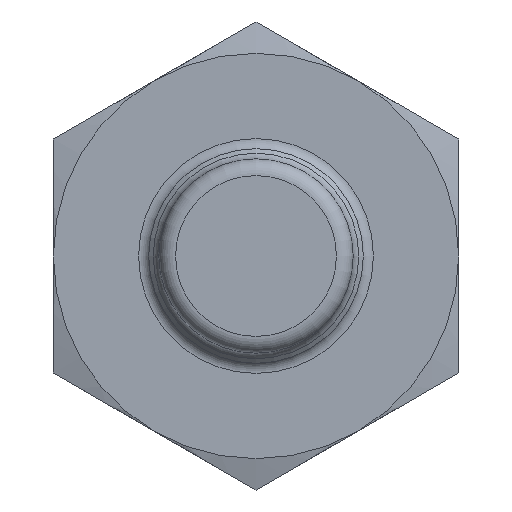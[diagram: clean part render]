
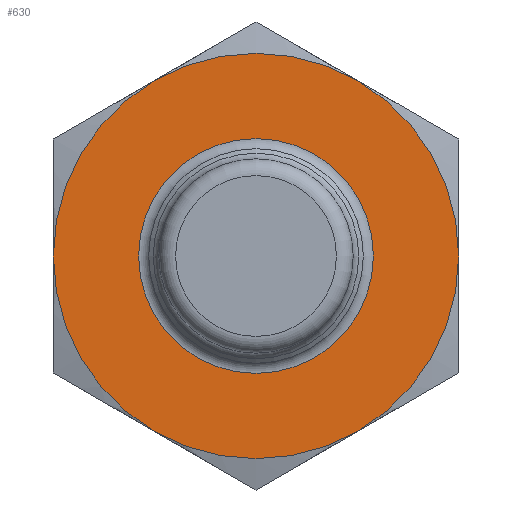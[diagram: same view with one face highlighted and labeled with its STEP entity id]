
A CAD part, left-side view. The second image highlights one B-rep face of the part: STEP entity #630.
In plain terms, the highlighted planar face has unit normal (-1, 0, 0).
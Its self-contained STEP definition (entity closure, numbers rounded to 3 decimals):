
#75=CARTESIAN_POINT('',(14.15,4.25,-7.361));
#76=VERTEX_POINT('',#75);
#90=CARTESIAN_POINT('',(14.15,8.5,0.0));
#91=VERTEX_POINT('',#90);
#92=CARTESIAN_POINT('',(14.15,0.0,0.0));
#93=DIRECTION('',(1.0,0.0,0.0));
#94=DIRECTION('',(0.0,1.0,0.0));
#95=AXIS2_PLACEMENT_3D('',#92,#93,#94);
#96=CIRCLE('',#95,8.5);
#97=EDGE_CURVE('',#76,#91,#96,.T.);
#332=CARTESIAN_POINT('',(14.15,-4.25,-7.361));
#333=VERTEX_POINT('',#332);
#347=CARTESIAN_POINT('',(14.15,0.0,0.0));
#348=DIRECTION('',(1.0,0.0,0.0));
#349=DIRECTION('',(0.0,1.0,0.0));
#350=AXIS2_PLACEMENT_3D('',#347,#348,#349);
#351=CIRCLE('',#350,8.5);
#352=EDGE_CURVE('',#333,#76,#351,.T.);
#377=CARTESIAN_POINT('',(14.15,-8.5,0.));
#378=VERTEX_POINT('',#377);
#392=CARTESIAN_POINT('',(14.15,0.0,0.0));
#393=DIRECTION('',(1.0,0.0,0.0));
#394=DIRECTION('',(0.0,1.0,0.0));
#395=AXIS2_PLACEMENT_3D('',#392,#393,#394);
#396=CIRCLE('',#395,8.5);
#397=EDGE_CURVE('',#378,#333,#396,.T.);
#422=CARTESIAN_POINT('',(14.15,-4.25,7.361));
#423=VERTEX_POINT('',#422);
#437=CARTESIAN_POINT('',(14.15,0.0,0.0));
#438=DIRECTION('',(1.0,0.0,0.0));
#439=DIRECTION('',(0.0,1.0,0.0));
#440=AXIS2_PLACEMENT_3D('',#437,#438,#439);
#441=CIRCLE('',#440,8.5);
#442=EDGE_CURVE('',#423,#378,#441,.T.);
#467=CARTESIAN_POINT('',(14.15,4.25,7.361));
#468=VERTEX_POINT('',#467);
#482=CARTESIAN_POINT('',(14.15,0.0,0.0));
#483=DIRECTION('',(1.0,0.0,0.0));
#484=DIRECTION('',(0.0,1.0,0.0));
#485=AXIS2_PLACEMENT_3D('',#482,#483,#484);
#486=CIRCLE('',#485,8.5);
#487=EDGE_CURVE('',#468,#423,#486,.T.);
#511=CARTESIAN_POINT('',(14.15,0.0,0.0));
#512=DIRECTION('',(1.0,0.0,0.0));
#513=DIRECTION('',(0.0,1.0,0.0));
#514=AXIS2_PLACEMENT_3D('',#511,#512,#513);
#515=CIRCLE('',#514,8.5);
#516=EDGE_CURVE('',#91,#468,#515,.T.);
#606=CARTESIAN_POINT('',(14.15,6.463,0.0));
#607=DIRECTION('',(-1.0,0.0,0.0));
#608=DIRECTION('',(0.0,0.0,1.0));
#609=AXIS2_PLACEMENT_3D('',#606,#607,#608);
#610=PLANE('',#609);
#611=ORIENTED_EDGE('',*,*,#516,.F.);
#612=ORIENTED_EDGE('',*,*,#97,.F.);
#613=ORIENTED_EDGE('',*,*,#352,.F.);
#614=ORIENTED_EDGE('',*,*,#397,.F.);
#615=ORIENTED_EDGE('',*,*,#442,.F.);
#616=ORIENTED_EDGE('',*,*,#487,.F.);
#617=EDGE_LOOP('',(#611,#612,#613,#614,#615,#616));
#618=FACE_OUTER_BOUND('',#617,.T.);
#619=CARTESIAN_POINT('',(14.15,4.925,0.));
#620=VERTEX_POINT('',#619);
#621=CARTESIAN_POINT('',(14.15,0.0,0.0));
#622=DIRECTION('',(-1.0,0.0,0.0));
#623=DIRECTION('',(0.0,-1.0,0.0));
#624=AXIS2_PLACEMENT_3D('',#621,#622,#623);
#625=CIRCLE('',#624,4.925);
#626=EDGE_CURVE('',#620,#620,#625,.T.);
#627=ORIENTED_EDGE('',*,*,#626,.F.);
#628=EDGE_LOOP('',(#627));
#629=FACE_BOUND('',#628,.T.);
#630=ADVANCED_FACE('',(#618,#629),#610,.T.);
